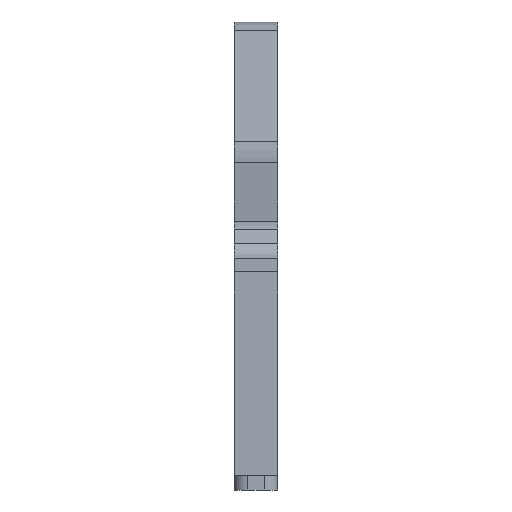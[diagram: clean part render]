
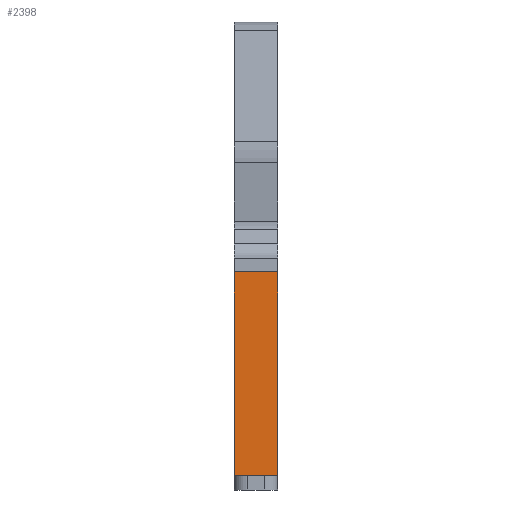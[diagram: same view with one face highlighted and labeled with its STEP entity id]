
A CAD part, front view. The second image highlights one B-rep face of the part: STEP entity #2398.
In plain terms, the highlighted planar face has unit normal (0, -1, 0).
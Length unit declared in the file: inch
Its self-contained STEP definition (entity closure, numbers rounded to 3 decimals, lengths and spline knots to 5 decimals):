
#54 = ORIENTED_EDGE ( 'NONE', *, *, #1203, .F. ) ;
#252 = FACE_OUTER_BOUND ( 'NONE', #2724, .T. ) ;
#280 = ORIENTED_EDGE ( 'NONE', *, *, #1064, .F. ) ;
#349 = VERTEX_POINT ( 'NONE', #972 ) ;
#403 = LINE ( 'NONE', #1745, #2507 ) ;
#471 = LINE ( 'NONE', #2918, #2885 ) ;
#496 = DIRECTION ( 'NONE',  ( 0., 0., -1. ) ) ;
#514 = PLANE ( 'NONE',  #1499 ) ;
#747 = ORIENTED_EDGE ( 'NONE', *, *, #942, .T. ) ;
#809 = VECTOR ( 'NONE', #2488, 39.37008 ) ;
#942 = EDGE_CURVE ( 'NONE', #3239, #1494, #471, .T. ) ;
#972 = CARTESIAN_POINT ( 'NONE',  ( 1.45, -6.075, 1.75 ) ) ;
#1064 = EDGE_CURVE ( 'NONE', #349, #2567, #2149, .T. ) ;
#1071 = CARTESIAN_POINT ( 'NONE',  ( 1.45, -6.075, 1.75 ) ) ;
#1186 = EDGE_CURVE ( 'NONE', #349, #3239, #3062, .T. ) ;
#1203 = EDGE_CURVE ( 'NONE', #2567, #1494, #403, .T. ) ;
#1334 = DIRECTION ( 'NONE',  ( 0., -1., 0. ) ) ;
#1451 = DIRECTION ( 'NONE',  ( 0., 0., -1. ) ) ;
#1494 = VERTEX_POINT ( 'NONE', #1579 ) ;
#1499 = AXIS2_PLACEMENT_3D ( 'NONE', #2664, #1334, #496 ) ;
#1579 = CARTESIAN_POINT ( 'NONE',  ( 1.825, -6.075, 0. ) ) ;
#1745 = CARTESIAN_POINT ( 'NONE',  ( 1.825, -6.075, 0. ) ) ;
#2012 = DIRECTION ( 'NONE',  ( 0., 0., -1. ) ) ;
#2119 = ORIENTED_EDGE ( 'NONE', *, *, #1186, .T. ) ;
#2149 = LINE ( 'NONE', #1071, #809 ) ;
#2299 = CARTESIAN_POINT ( 'NONE',  ( 1.45, -6.075, 0. ) ) ;
#2356 = CARTESIAN_POINT ( 'NONE',  ( 1.45, -6.075, 0. ) ) ;
#2398 = ADVANCED_FACE ( 'NONE', ( #252 ), #514, .T. ) ;
#2488 = DIRECTION ( 'NONE',  ( 1., 0., 0. ) ) ;
#2507 = VECTOR ( 'NONE', #1451, 39.37008 ) ;
#2567 = VERTEX_POINT ( 'NONE', #2758 ) ;
#2664 = CARTESIAN_POINT ( 'NONE',  ( 1.45, -6.075, 0. ) ) ;
#2724 = EDGE_LOOP ( 'NONE', ( #54, #280, #2119, #747 ) ) ;
#2758 = CARTESIAN_POINT ( 'NONE',  ( 1.825, -6.075, 1.75 ) ) ;
#2855 = DIRECTION ( 'NONE',  ( 1., 0., 0. ) ) ;
#2885 = VECTOR ( 'NONE', #2855, 39.37008 ) ;
#2918 = CARTESIAN_POINT ( 'NONE',  ( 1.45, -6.075, 0. ) ) ;
#3062 = LINE ( 'NONE', #2299, #3453 ) ;
#3239 = VERTEX_POINT ( 'NONE', #2356 ) ;
#3453 = VECTOR ( 'NONE', #2012, 39.37008 ) ;
